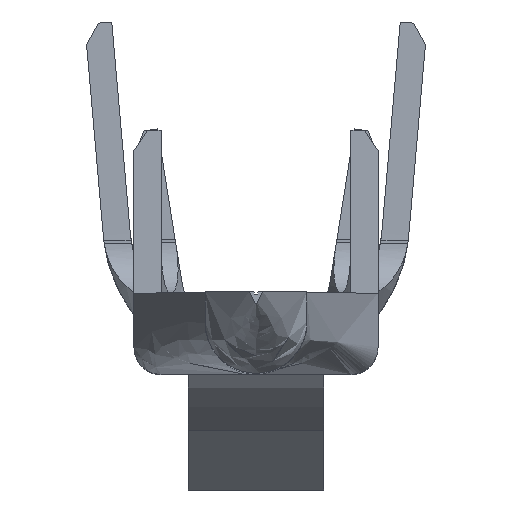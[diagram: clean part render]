
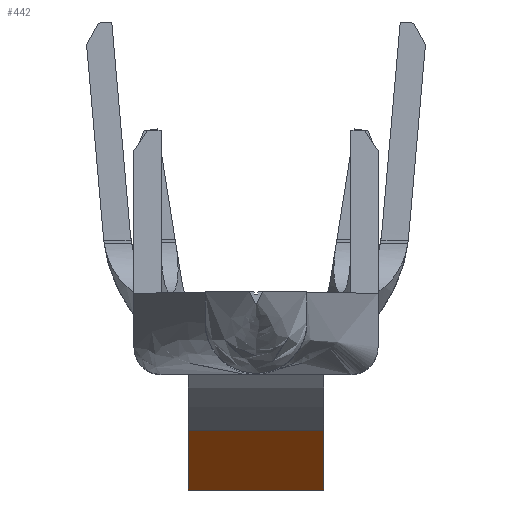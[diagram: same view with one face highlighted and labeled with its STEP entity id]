
A CAD part, top view. The second image highlights one B-rep face of the part: STEP entity #442.
In plain terms, the highlighted planar face has unit normal (0, -0.723, 0.691).
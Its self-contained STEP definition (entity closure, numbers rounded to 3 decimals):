
#63 = VERTEX_POINT ( 'NONE', #2471 ) ;
#78 = VECTOR ( 'NONE', #1494, 1000. ) ;
#184 = ORIENTED_EDGE ( 'NONE', *, *, #3093, .T. ) ;
#193 = EDGE_CURVE ( 'NONE', #63, #2336, #1863, .T. ) ;
#288 = LINE ( 'NONE', #4001, #1126 ) ;
#295 = CARTESIAN_POINT ( 'NONE',  ( 0.5, -0.409, 5.1 ) ) ;
#305 = DIRECTION ( 'NONE',  ( 0., -0.691, -0.723 ) ) ;
#309 = ORIENTED_EDGE ( 'NONE', *, *, #1005, .F. ) ;
#442 = ADVANCED_FACE ( 'NONE', ( #1016 ), #2308, .F. ) ;
#471 = CARTESIAN_POINT ( 'NONE',  ( 0.5, -0.85, 4.638 ) ) ;
#482 = VECTOR ( 'NONE', #4027, 1000. ) ;
#929 = EDGE_CURVE ( 'NONE', #2933, #1298, #288, .T. ) ;
#1005 = EDGE_CURVE ( 'NONE', #1298, #2336, #1795, .T. ) ;
#1016 = FACE_OUTER_BOUND ( 'NONE', #3258, .T. ) ;
#1126 = VECTOR ( 'NONE', #305, 1000. ) ;
#1261 = CARTESIAN_POINT ( 'NONE',  ( 0.5, -0.409, 5.1 ) ) ;
#1298 = VERTEX_POINT ( 'NONE', #471 ) ;
#1405 = VECTOR ( 'NONE', #3446, 1000. ) ;
#1494 = DIRECTION ( 'NONE',  ( -1., 0., 0. ) ) ;
#1542 = LINE ( 'NONE', #295, #482 ) ;
#1795 = LINE ( 'NONE', #3058, #78 ) ;
#1863 = LINE ( 'NONE', #2815, #1405 ) ;
#2288 = DIRECTION ( 'NONE',  ( 0., 0.691, 0.723 ) ) ;
#2308 = PLANE ( 'NONE',  #3521 ) ;
#2336 = VERTEX_POINT ( 'NONE', #3754 ) ;
#2471 = CARTESIAN_POINT ( 'NONE',  ( -0.5, -0.409, 5.1 ) ) ;
#2557 = CARTESIAN_POINT ( 'NONE',  ( 0.5, -0.409, 5.1 ) ) ;
#2580 = DIRECTION ( 'NONE',  ( 0., 0.723, -0.691 ) ) ;
#2815 = CARTESIAN_POINT ( 'NONE',  ( -0.5, -0.409, 5.1 ) ) ;
#2933 = VERTEX_POINT ( 'NONE', #1261 ) ;
#3058 = CARTESIAN_POINT ( 'NONE',  ( 0.5, -0.85, 4.638 ) ) ;
#3062 = ORIENTED_EDGE ( 'NONE', *, *, #929, .F. ) ;
#3093 = EDGE_CURVE ( 'NONE', #2933, #63, #1542, .T. ) ;
#3258 = EDGE_LOOP ( 'NONE', ( #3409, #309, #3062, #184 ) ) ;
#3409 = ORIENTED_EDGE ( 'NONE', *, *, #193, .T. ) ;
#3446 = DIRECTION ( 'NONE',  ( 0., -0.691, -0.723 ) ) ;
#3521 = AXIS2_PLACEMENT_3D ( 'NONE', #2557, #2580, #2288 ) ;
#3754 = CARTESIAN_POINT ( 'NONE',  ( -0.5, -0.85, 4.638 ) ) ;
#4001 = CARTESIAN_POINT ( 'NONE',  ( 0.5, -0.409, 5.1 ) ) ;
#4027 = DIRECTION ( 'NONE',  ( -1., 0., 0. ) ) ;
